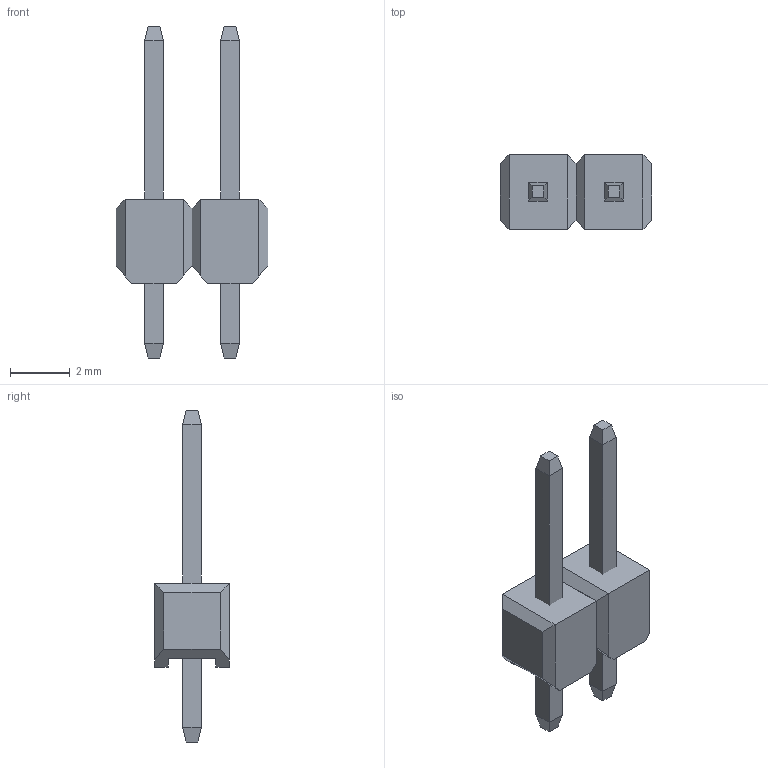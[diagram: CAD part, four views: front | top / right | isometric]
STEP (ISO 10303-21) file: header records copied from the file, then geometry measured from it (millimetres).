
FILE_DESCRIPTION(('FreeCAD Model'),'2;1');
FILE_NAME('PLS-2 white.step','2020-05-22T09:47:43',( 'Author'),(''),'Open CASCADE STEP processor 7.3','FreeCAD','Unknown' );
FILE_SCHEMA(('AUTOMOTIVE_DESIGN { 1 0 10303 214 1 1 1 1 }'));
Length unit declared in the file: millimetre
Products named in the file (2): Export_plastic_body; Export_pin
Bounding box: 5.08 x 2.5 x 11.1 mm (x, y, z)
Volume: 39.7 mm3; surface area: 128.9 mm2
Topology: 4 solids, 4 shells, 70 faces, 160 edges, 98 vertices
Faces by surface type: plane 54, bspline 16
Entity records: 3998 total; most frequent: CARTESIAN_POINT 729, DIRECTION 558, LINE 448, VECTOR 448, ORIENTED_EDGE 320, PCURVE 320, DEFINITIONAL_REPRESENTATION 320, EDGE_CURVE 160
